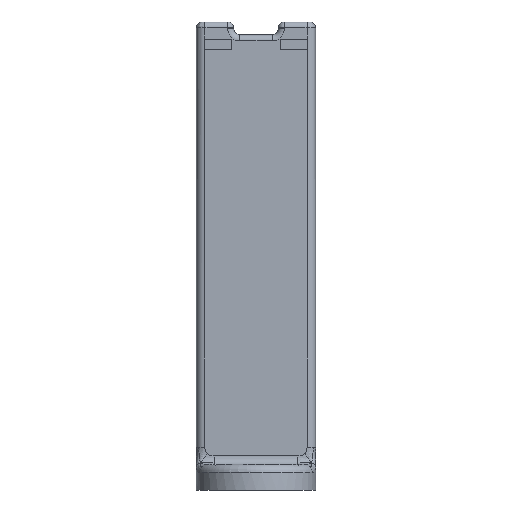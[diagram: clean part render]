
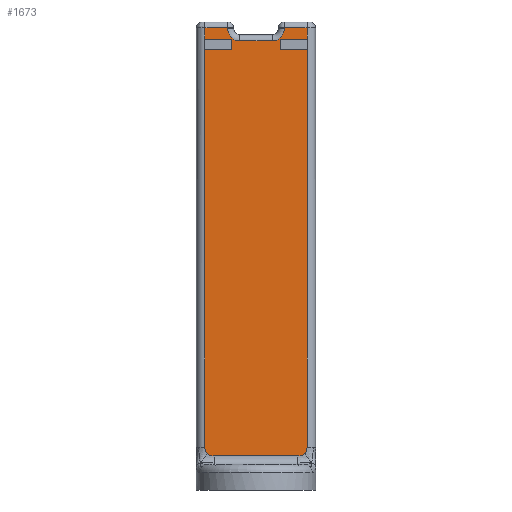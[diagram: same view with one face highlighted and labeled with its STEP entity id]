
A CAD part, front view. The second image highlights one B-rep face of the part: STEP entity #1673.
In plain terms, the highlighted planar face has unit normal (0, -1, 0).
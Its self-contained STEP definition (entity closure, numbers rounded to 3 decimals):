
#37=PLANE('',#1803);
#81=LINE('',#5066,#179);
#82=LINE('',#5077,#180);
#84=LINE('',#5089,#182);
#93=LINE('',#5158,#191);
#94=LINE('',#5162,#192);
#95=LINE('',#5164,#193);
#96=LINE('',#5166,#194);
#97=LINE('',#5168,#195);
#98=LINE('',#5170,#196);
#99=LINE('',#5171,#197);
#100=LINE('',#5172,#198);
#101=LINE('',#5174,#199);
#102=LINE('',#5176,#200);
#103=LINE('',#5178,#201);
#104=LINE('',#5180,#202);
#105=LINE('',#5181,#203);
#179=VECTOR('',#1980,0.2);
#180=VECTOR('',#1993,7.69);
#182=VECTOR('',#2007,0.2);
#191=VECTOR('',#2052,5.355);
#192=VECTOR('',#2057,5.355);
#193=VECTOR('',#2058,2.6);
#194=VECTOR('',#2059,6.2);
#195=VECTOR('',#2060,2.5);
#196=VECTOR('',#2061,6.2);
#197=VECTOR('',#2062,93.416);
#198=VECTOR('',#2063,19.623);
#199=VECTOR('',#2064,93.416);
#200=VECTOR('',#2065,6.2);
#201=VECTOR('',#2066,2.5);
#202=VECTOR('',#2067,6.2);
#203=VECTOR('',#2068,2.6);
#341=FACE_OUTER_BOUND('',#447,.T.);
#447=EDGE_LOOP('',(#1240,#1241,#1242,#1243,#1244,#1245,#1246,#1247,#1248,
#1249,#1250,#1251,#1252,#1253,#1254,#1255,#1256,#1257,#1258,#1259,#1260,
#1261));
#556=CIRCLE('',#1774,2.8);
#560=CIRCLE('',#1780,2.8);
#637=B_SPLINE_CURVE_WITH_KNOTS('',3,(#2777,#2778,#2779,#2780,#2781,#2782,
#2783),.UNSPECIFIED.,.F.,.F.,(4,3,4),(0.5,0.757,1.),
 .UNSPECIFIED.);
#639=B_SPLINE_CURVE_WITH_KNOTS('',3,(#2851,#2852,#2853,#2854,#2855,#2856,
#2857),.UNSPECIFIED.,.F.,.F.,(4,3,4),(0.,0.34,0.5),
 .UNSPECIFIED.);
#644=B_SPLINE_CURVE_WITH_KNOTS('',3,(#3085,#3086,#3087,#3088,#3089,#3090,
#3091),.UNSPECIFIED.,.F.,.F.,(4,3,4),(0.5,0.77,1.),
 .UNSPECIFIED.);
#646=B_SPLINE_CURVE_WITH_KNOTS('',3,(#3243,#3244,#3245,#3246,#3247,#3248,
#3249),.UNSPECIFIED.,.F.,.F.,(4,3,4),(0.,0.352,0.5),
 .UNSPECIFIED.);
#694=VERTEX_POINT('',#2769);
#695=VERTEX_POINT('',#2776);
#697=VERTEX_POINT('',#2849);
#702=VERTEX_POINT('',#3077);
#703=VERTEX_POINT('',#3084);
#705=VERTEX_POINT('',#3241);
#743=VERTEX_POINT('',#5060);
#745=VERTEX_POINT('',#5064);
#747=VERTEX_POINT('',#5069);
#749=VERTEX_POINT('',#5075);
#751=VERTEX_POINT('',#5081);
#753=VERTEX_POINT('',#5087);
#765=VERTEX_POINT('',#5157);
#766=VERTEX_POINT('',#5161);
#767=VERTEX_POINT('',#5163);
#768=VERTEX_POINT('',#5165);
#769=VERTEX_POINT('',#5167);
#770=VERTEX_POINT('',#5169);
#771=VERTEX_POINT('',#5173);
#772=VERTEX_POINT('',#5175);
#773=VERTEX_POINT('',#5177);
#774=VERTEX_POINT('',#5179);
#855=EDGE_CURVE('',#694,#695,#637,.T.);
#859=EDGE_CURVE('',#697,#694,#639,.T.);
#865=EDGE_CURVE('',#702,#703,#644,.T.);
#869=EDGE_CURVE('',#705,#702,#646,.T.);
#921=EDGE_CURVE('',#745,#743,#81,.T.);
#923=EDGE_CURVE('',#747,#745,#556,.T.);
#926=EDGE_CURVE('',#749,#747,#82,.T.);
#929=EDGE_CURVE('',#751,#749,#560,.T.);
#932=EDGE_CURVE('',#753,#751,#84,.T.);
#952=EDGE_CURVE('',#743,#765,#93,.T.);
#954=EDGE_CURVE('',#766,#753,#94,.T.);
#955=EDGE_CURVE('',#767,#766,#95,.T.);
#956=EDGE_CURVE('',#767,#768,#96,.T.);
#957=EDGE_CURVE('',#768,#769,#97,.T.);
#958=EDGE_CURVE('',#769,#770,#98,.T.);
#959=EDGE_CURVE('',#695,#770,#99,.T.);
#960=EDGE_CURVE('',#703,#697,#100,.T.);
#961=EDGE_CURVE('',#771,#705,#101,.T.);
#962=EDGE_CURVE('',#771,#772,#102,.T.);
#963=EDGE_CURVE('',#772,#773,#103,.T.);
#964=EDGE_CURVE('',#773,#774,#104,.T.);
#965=EDGE_CURVE('',#765,#774,#105,.T.);
#1240=ORIENTED_EDGE('',*,*,#921,.F.);
#1241=ORIENTED_EDGE('',*,*,#923,.F.);
#1242=ORIENTED_EDGE('',*,*,#926,.F.);
#1243=ORIENTED_EDGE('',*,*,#929,.F.);
#1244=ORIENTED_EDGE('',*,*,#932,.F.);
#1245=ORIENTED_EDGE('',*,*,#954,.F.);
#1246=ORIENTED_EDGE('',*,*,#955,.F.);
#1247=ORIENTED_EDGE('',*,*,#956,.T.);
#1248=ORIENTED_EDGE('',*,*,#957,.T.);
#1249=ORIENTED_EDGE('',*,*,#958,.T.);
#1250=ORIENTED_EDGE('',*,*,#959,.F.);
#1251=ORIENTED_EDGE('',*,*,#855,.F.);
#1252=ORIENTED_EDGE('',*,*,#859,.F.);
#1253=ORIENTED_EDGE('',*,*,#960,.F.);
#1254=ORIENTED_EDGE('',*,*,#865,.F.);
#1255=ORIENTED_EDGE('',*,*,#869,.F.);
#1256=ORIENTED_EDGE('',*,*,#961,.F.);
#1257=ORIENTED_EDGE('',*,*,#962,.T.);
#1258=ORIENTED_EDGE('',*,*,#963,.T.);
#1259=ORIENTED_EDGE('',*,*,#964,.T.);
#1260=ORIENTED_EDGE('',*,*,#965,.F.);
#1261=ORIENTED_EDGE('',*,*,#952,.F.);
#1673=ADVANCED_FACE('',(#341),#37,.T.);
#1774=AXIS2_PLACEMENT_3D('',#5071,#1985,#1986);
#1780=AXIS2_PLACEMENT_3D('',#5083,#1999,#2000);
#1803=AXIS2_PLACEMENT_3D('',#5160,#2055,#2056);
#1980=DIRECTION('',(0.,0.,1.));
#1985=DIRECTION('center_axis',(0.,-1.,0.));
#1986=DIRECTION('ref_axis',(0.707,0.,-0.707));
#1993=DIRECTION('',(1.,0.,0.));
#1999=DIRECTION('center_axis',(0.,-1.,0.));
#2000=DIRECTION('ref_axis',(-0.707,0.,-0.707));
#2007=DIRECTION('',(0.,0.,-1.));
#2052=DIRECTION('',(1.,0.,0.));
#2055=DIRECTION('center_axis',(0.,-1.,0.));
#2056=DIRECTION('ref_axis',(1.,0.,0.));
#2057=DIRECTION('',(1.,0.,0.));
#2058=DIRECTION('',(0.,0.,1.));
#2059=DIRECTION('',(1.,0.,0.));
#2060=DIRECTION('',(0.,0.,-1.));
#2061=DIRECTION('',(-1.,0.,0.));
#2062=DIRECTION('',(0.,0.,1.));
#2063=DIRECTION('',(-1.,0.,0.));
#2064=DIRECTION('',(0.,0.,-1.));
#2065=DIRECTION('',(-1.,0.,0.));
#2066=DIRECTION('',(0.,0.,1.));
#2067=DIRECTION('',(1.,0.,0.));
#2068=DIRECTION('',(0.,0.,-1.));
#2769=CARTESIAN_POINT('',(-7.417,-10.,8.542));
#2776=CARTESIAN_POINT('',(-8.,-10.,10.084));
#2777=CARTESIAN_POINT('Ctrl Pts',(-7.417,-10.,8.542));
#2778=CARTESIAN_POINT('Ctrl Pts',(-7.648,-10.,8.758));
#2779=CARTESIAN_POINT('Ctrl Pts',(-7.819,-10.,9.033));
#2780=CARTESIAN_POINT('Ctrl Pts',(-7.908,-10.,9.311));
#2781=CARTESIAN_POINT('Ctrl Pts',(-7.991,-10.,9.574));
#2782=CARTESIAN_POINT('Ctrl Pts',(-8.,-10.,9.839));
#2783=CARTESIAN_POINT('Ctrl Pts',(-8.,-10.,10.084));
#2849=CARTESIAN_POINT('',(-5.811,-10.,8.));
#2851=CARTESIAN_POINT('Ctrl Pts',(-5.811,-10.,8.));
#2852=CARTESIAN_POINT('Ctrl Pts',(-6.155,-10.,8.));
#2853=CARTESIAN_POINT('Ctrl Pts',(-6.559,-10.,8.03));
#2854=CARTESIAN_POINT('Ctrl Pts',(-6.933,-10.,8.21));
#2855=CARTESIAN_POINT('Ctrl Pts',(-7.109,-10.,8.295));
#2856=CARTESIAN_POINT('Ctrl Pts',(-7.273,-10.,8.408));
#2857=CARTESIAN_POINT('Ctrl Pts',(-7.417,-10.,8.542));
#3077=CARTESIAN_POINT('',(15.417,-10.,8.542));
#3084=CARTESIAN_POINT('',(13.811,-10.,8.));
#3085=CARTESIAN_POINT('Ctrl Pts',(15.417,-10.,8.542));
#3086=CARTESIAN_POINT('Ctrl Pts',(15.175,-10.,8.315));
#3087=CARTESIAN_POINT('Ctrl Pts',(14.865,-10.,8.153));
#3088=CARTESIAN_POINT('Ctrl Pts',(14.56,-10.,8.074));
#3089=CARTESIAN_POINT('Ctrl Pts',(14.3,-10.,8.007));
#3090=CARTESIAN_POINT('Ctrl Pts',(14.043,-10.,8.));
#3091=CARTESIAN_POINT('Ctrl Pts',(13.811,-10.,8.));
#3241=CARTESIAN_POINT('',(16.,-10.,10.084));
#3243=CARTESIAN_POINT('Ctrl Pts',(16.,-10.,10.084));
#3244=CARTESIAN_POINT('Ctrl Pts',(16.,-10.,9.729));
#3245=CARTESIAN_POINT('Ctrl Pts',(15.962,-10.,9.323));
#3246=CARTESIAN_POINT('Ctrl Pts',(15.753,-10.,8.961));
#3247=CARTESIAN_POINT('Ctrl Pts',(15.664,-10.,8.809));
#3248=CARTESIAN_POINT('Ctrl Pts',(15.55,-10.,8.666));
#3249=CARTESIAN_POINT('Ctrl Pts',(15.417,-10.,8.542));
#5060=CARTESIAN_POINT('',(10.645,-10.,108.6));
#5064=CARTESIAN_POINT('',(10.645,-10.,108.4));
#5066=CARTESIAN_POINT('',(10.645,-10.,55.));
#5069=CARTESIAN_POINT('',(7.845,-10.,105.6));
#5071=CARTESIAN_POINT('Origin',(7.845,-10.,108.4));
#5075=CARTESIAN_POINT('',(0.155,-10.,105.6));
#5077=CARTESIAN_POINT('',(-4.01,-10.,105.6));
#5081=CARTESIAN_POINT('',(-2.645,-10.,108.4));
#5083=CARTESIAN_POINT('Origin',(0.155,-10.,108.4));
#5087=CARTESIAN_POINT('',(-2.645,-10.,108.6));
#5089=CARTESIAN_POINT('',(-2.645,-10.,55.));
#5157=CARTESIAN_POINT('',(16.,-10.,108.6));
#5158=CARTESIAN_POINT('',(-4.333,-10.,108.6));
#5160=CARTESIAN_POINT('Origin',(-10.,-10.,0.));
#5161=CARTESIAN_POINT('',(-8.,-10.,108.6));
#5162=CARTESIAN_POINT('',(-4.333,-10.,108.6));
#5163=CARTESIAN_POINT('',(-8.,-10.,106.));
#5164=CARTESIAN_POINT('',(-8.,-10.,0.));
#5165=CARTESIAN_POINT('',(-1.8,-10.,106.));
#5166=CARTESIAN_POINT('',(-7.5,-10.,106.));
#5167=CARTESIAN_POINT('',(-1.8,-10.,103.5));
#5168=CARTESIAN_POINT('',(-1.8,-10.,51.75));
#5169=CARTESIAN_POINT('',(-8.,-10.,103.5));
#5170=CARTESIAN_POINT('',(-9.1,-10.,103.5));
#5171=CARTESIAN_POINT('',(-8.,-10.,0.));
#5172=CARTESIAN_POINT('',(-3.,-10.,8.));
#5173=CARTESIAN_POINT('',(16.,-10.,103.5));
#5174=CARTESIAN_POINT('',(16.,-10.,0.));
#5175=CARTESIAN_POINT('',(9.8,-10.,103.5));
#5176=CARTESIAN_POINT('',(3.1,-10.,103.5));
#5177=CARTESIAN_POINT('',(9.8,-10.,106.));
#5178=CARTESIAN_POINT('',(9.8,-10.,51.75));
#5179=CARTESIAN_POINT('',(16.,-10.,106.));
#5180=CARTESIAN_POINT('',(1.5,-10.,106.));
#5181=CARTESIAN_POINT('',(16.,-10.,0.));
